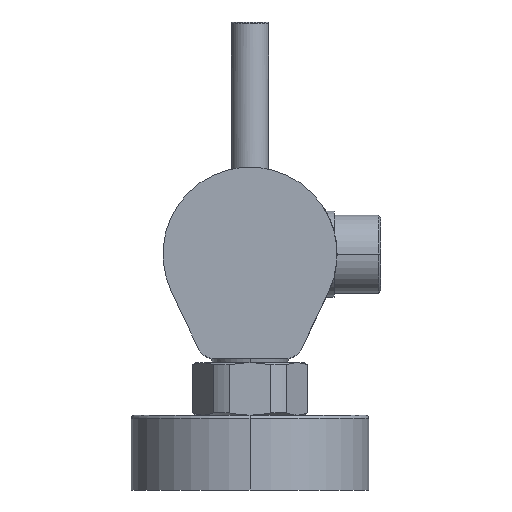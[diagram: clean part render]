
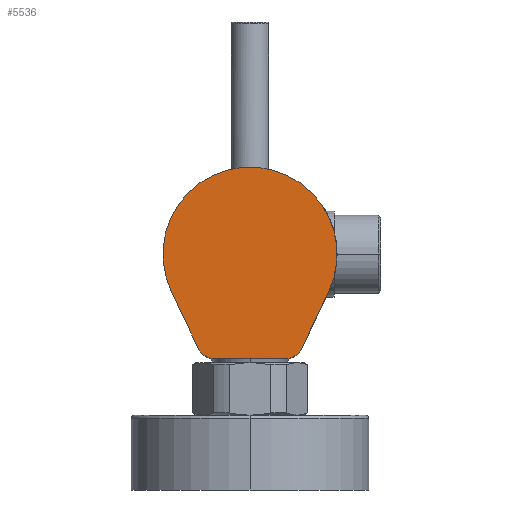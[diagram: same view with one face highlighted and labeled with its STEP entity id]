
A CAD part, left-side view. The second image highlights one B-rep face of the part: STEP entity #5536.
In plain terms, the highlighted planar face has unit normal (-1, 0, 0).
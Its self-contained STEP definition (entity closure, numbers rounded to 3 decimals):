
#24=CARTESIAN_POINT('',(-112.,9.33,-23.));
#25=DIRECTION('',(-1.,0.,0.));
#26=DIRECTION('',(0.,0.904,-0.427));
#27=AXIS2_PLACEMENT_3D('',#24,#25,#26);
#29=DIRECTION('',(0.,0.427,0.904));
#30=VECTOR('',#29,16.822);
#31=CARTESIAN_POINT('',(-112.,13.852,-25.133));
#32=LINE('',#31,#30);
#33=CARTESIAN_POINT('',(-112.,0.,0.));
#34=DIRECTION('',(1.,0.,0.));
#35=DIRECTION('',(0.,0.904,-0.427));
#36=AXIS2_PLACEMENT_3D('',#33,#34,#35);
#38=DIRECTION('',(0.,0.427,-0.904));
#39=VECTOR('',#38,16.822);
#40=CARTESIAN_POINT('',(-112.,-21.028,-9.918));
#41=LINE('',#40,#39);
#42=CARTESIAN_POINT('',(-112.,-9.33,-23.));
#43=DIRECTION('',(-1.,0.,0.));
#44=DIRECTION('',(0.,0.,-1.));
#45=AXIS2_PLACEMENT_3D('',#42,#43,#44);
#47=DIRECTION('',(0.,1.,0.));
#48=VECTOR('',#47,18.66);
#49=CARTESIAN_POINT('',(-112.,-9.33,-28.));
#50=LINE('',#49,#48);
#4974=CARTESIAN_POINT('',(-112.,21.028,-9.918));
#4975=CARTESIAN_POINT('',(-112.,-21.028,-9.918));
#4976=VERTEX_POINT('',#4974);
#4977=VERTEX_POINT('',#4975);
#4982=CARTESIAN_POINT('',(-112.,13.852,-25.133));
#4983=CARTESIAN_POINT('',(-112.,9.33,-28.));
#4984=VERTEX_POINT('',#4982);
#4985=VERTEX_POINT('',#4983);
#4990=CARTESIAN_POINT('',(-112.,-9.33,-28.));
#4991=CARTESIAN_POINT('',(-112.,-13.852,-25.133));
#4992=VERTEX_POINT('',#4990);
#4993=VERTEX_POINT('',#4991);
#5517=CARTESIAN_POINT('',(-112.,0.,0.));
#5518=DIRECTION('',(1.,0.,0.));
#5519=DIRECTION('',(0.,0.,-1.));
#5520=AXIS2_PLACEMENT_3D('',#5517,#5518,#5519);
#5521=PLANE('',#5520);
#5523=ORIENTED_EDGE('',*,*,#5522,.F.);
#5525=ORIENTED_EDGE('',*,*,#5524,.T.);
#5527=ORIENTED_EDGE('',*,*,#5526,.T.);
#5529=ORIENTED_EDGE('',*,*,#5528,.T.);
#5531=ORIENTED_EDGE('',*,*,#5530,.F.);
#5533=ORIENTED_EDGE('',*,*,#5532,.T.);
#5534=EDGE_LOOP('',(#5523,#5525,#5527,#5529,#5531,#5533));
#5535=FACE_OUTER_BOUND('',#5534,.F.);
#5536=ADVANCED_FACE('',(#5535),#5521,.F.);
#28=CIRCLE('',#27,5.);
#37=CIRCLE('',#36,23.25);
#46=CIRCLE('',#45,5.);
#5522=EDGE_CURVE('',#4984,#4985,#28,.T.);
#5524=EDGE_CURVE('',#4984,#4976,#32,.T.);
#5526=EDGE_CURVE('',#4976,#4977,#37,.T.);
#5528=EDGE_CURVE('',#4977,#4993,#41,.T.);
#5530=EDGE_CURVE('',#4992,#4993,#46,.T.);
#5532=EDGE_CURVE('',#4992,#4985,#50,.T.);
